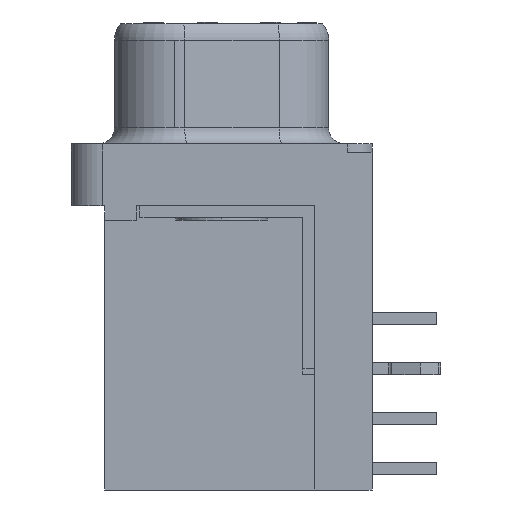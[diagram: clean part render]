
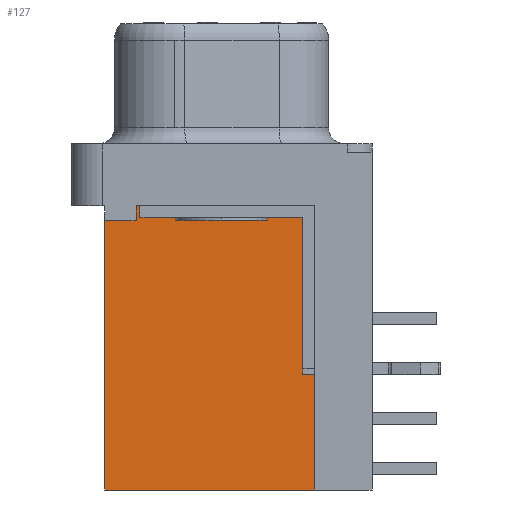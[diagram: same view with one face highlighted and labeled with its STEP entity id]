
A CAD part, left-side view. The second image highlights one B-rep face of the part: STEP entity #127.
In plain terms, the highlighted planar face has unit normal (-1, 0, 0).
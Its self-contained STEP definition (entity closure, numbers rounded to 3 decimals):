
#127=ADVANCED_FACE('',(#1519),#1520,.F.);
#1519=FACE_OUTER_BOUND('',#4305,.T.);
#1520=PLANE('',#4306);
#4305=EDGE_LOOP('',(#7630,#7631,#7632,#7633,#7634,#7635));
#4306=AXIS2_PLACEMENT_3D('',#7636,#7637,#7638);
#7630=ORIENTED_EDGE('',*,*,#16994,.F.);
#7631=ORIENTED_EDGE('',*,*,#17204,.T.);
#7632=ORIENTED_EDGE('',*,*,#17019,.T.);
#7633=ORIENTED_EDGE('',*,*,#17166,.F.);
#7634=ORIENTED_EDGE('',*,*,#17205,.T.);
#7635=ORIENTED_EDGE('',*,*,#17206,.F.);
#7636=CARTESIAN_POINT('',(-27.47,7.65,-10.0));
#7637=DIRECTION('',(1.0,0.0,0.0));
#7638=DIRECTION('',(0.0,1.0,-0.0));
#16994=EDGE_CURVE('',#20093,#20096,#20097,.T.);
#17019=EDGE_CURVE('',#20141,#20139,#20142,.T.);
#17166=EDGE_CURVE('',#20387,#20139,#20389,.T.);
#17204=EDGE_CURVE('',#20093,#20141,#20447,.T.);
#17205=EDGE_CURVE('',#20387,#20448,#20449,.T.);
#17206=EDGE_CURVE('',#20096,#20448,#20450,.T.);
#20093=VERTEX_POINT('',#25099);
#20096=VERTEX_POINT('',#25103);
#20097=LINE('',#25104,#25105);
#20139=VERTEX_POINT('',#25170);
#20141=VERTEX_POINT('',#25173);
#20142=LINE('',#25174,#25175);
#20387=VERTEX_POINT('',#25547);
#20389=LINE('',#25550,#25551);
#20447=LINE('',#25628,#25629);
#20448=VERTEX_POINT('',#25630);
#20449=LINE('',#25631,#25632);
#20450=LINE('',#25633,#25634);
#25099=CARTESIAN_POINT('',(-27.47,5.95,-23.7));
#25103=CARTESIAN_POINT('',(-27.47,5.95,-10.0));
#25104=CARTESIAN_POINT('',(-27.47,5.95,-23.7));
#25105=VECTOR('',#32326,13.7);
#25170=CARTESIAN_POINT('',(-27.47,-4.73,-9.24));
#25173=CARTESIAN_POINT('',(-27.47,-4.73,-23.7));
#25174=CARTESIAN_POINT('',(-27.47,-4.73,-23.7));
#25175=VECTOR('',#32351,14.46);
#25547=CARTESIAN_POINT('',(-27.47,4.35,-9.24));
#25550=CARTESIAN_POINT('',(-27.47,4.35,-9.24));
#25551=VECTOR('',#32534,9.08);
#25628=CARTESIAN_POINT('',(-27.47,5.95,-23.7));
#25629=VECTOR('',#32608,10.68);
#25630=CARTESIAN_POINT('',(-27.47,4.35,-10.0));
#25631=CARTESIAN_POINT('',(-27.47,4.35,-9.24));
#25632=VECTOR('',#32609,0.76);
#25633=CARTESIAN_POINT('',(-27.47,5.95,-10.0));
#25634=VECTOR('',#32610,1.6);
#32326=DIRECTION('',(0.0,0.0,1.0));
#32351=DIRECTION('',(0.0,0.0,1.0));
#32534=DIRECTION('',(0.0,-1.0,0.0));
#32608=DIRECTION('',(0.0,-1.0,0.0));
#32609=DIRECTION('',(0.0,0.0,-1.0));
#32610=DIRECTION('',(0.0,-1.0,0.0));
